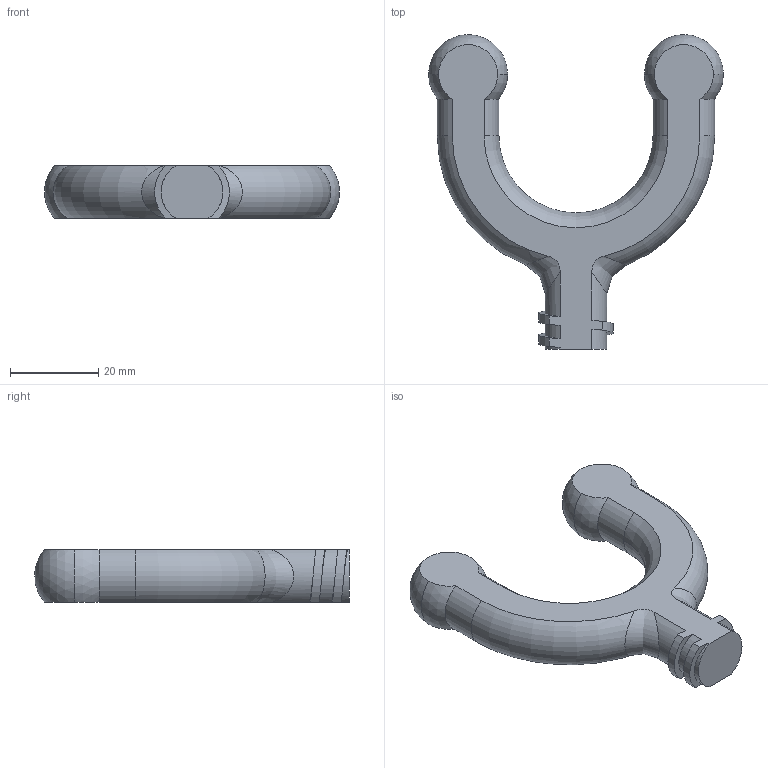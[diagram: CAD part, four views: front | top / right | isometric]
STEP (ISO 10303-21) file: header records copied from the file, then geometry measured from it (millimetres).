
FILE_DESCRIPTION (( 'STEP AP214' ), '1' );
FILE_NAME ('oarlock.STEP', '2022-11-26T04:40:18', ( '' ), ( '' ), 'SwSTEP 2.0', 'SolidWorks 2020', '' );
FILE_SCHEMA (( 'AUTOMOTIVE_DESIGN' ));
Length unit declared in the file: millimetre
Products named in the file (1): oarlock
Bounding box: 67 x 71.5 x 12 mm (x, y, z)
Volume: 20971.5 mm3; surface area: 6549.8 mm2
Topology: 1 solids, 1 shells, 36 faces, 111 edges, 75 vertices
Faces by surface type: bspline 11, cylinder 10, sphere 6, plane 5, torus 4
Entity records: 2305 total; most frequent: CARTESIAN_POINT 1413, ORIENTED_EDGE 210, DIRECTION 158, EDGE_CURVE 105, VERTEX_POINT 71, AXIS2_PLACEMENT_3D 68, CIRCLE 42, ADVANCED_FACE 36
